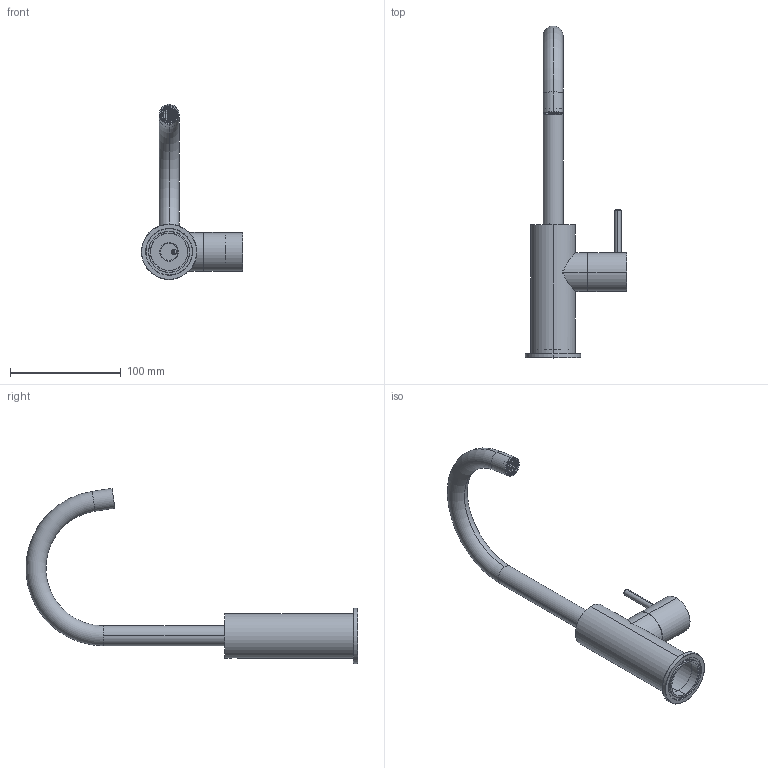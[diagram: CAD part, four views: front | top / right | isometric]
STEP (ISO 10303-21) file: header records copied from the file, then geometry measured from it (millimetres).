
FILE_DESCRIPTION (( 'STEP AP214' ), '1' );
FILE_NAME ('C35.0007 3D.STEP', '2023-01-19T09:28:46', ( '' ), ( '' ), 'SwSTEP 2.0', 'SolidWorks 2022', '' );
FILE_SCHEMA (( 'AUTOMOTIVE_DESIGN' ));
Length unit declared in the file: millimetre
Products named in the file (8): 0001-AEREADOR_M16x1_INVISIVEL_000000000000; 0001-BICA_U_Ø18_000000000000; 0001-CASQUILHO_Ø35_1 AGUA; 0001-ESPELHO_Ø50x5MM_000000000000; Corpo Bica Ø40 1 AGUA; 0001-POMULO Ø6x40; C35.0007 3D; MANIPULO_Ø35x35MM_ESTRIADO_1 agua V Giratorio
Assembly tree (7 placements, depth 2):
  C35.0007 3D
    0001-AEREADOR_M16x1_INVISIVEL_000000000000
    0001-CASQUILHO_Ø35_1 AGUA
    0001-POMULO Ø6x40
    0001-ESPELHO_Ø50x5MM_000000000000
    Corpo Bica Ø40 1 AGUA
    MANIPULO_Ø35x35MM_ESTRIADO_1 agua V Giratorio
    0001-BICA_U_Ø18_000000000000
Bounding box: 91.3 x 299.21 x 157.9 mm (x, y, z)
Volume: 152635 mm3; surface area: 79568.8 mm2
Topology: 7 solids, 7 shells, 777 faces, 1931 edges, 1236 vertices
Faces by surface type: plane 508, cylinder 187, cone 72, torus 10
Entity records: 23721 total; most frequent: CARTESIAN_POINT 4996, ORIENTED_EDGE 3854, DIRECTION 3709, EDGE_CURVE 1927, LINE 1361, VECTOR 1361, VERTEX_POINT 1236, AXIS2_PLACEMENT_3D 1174
